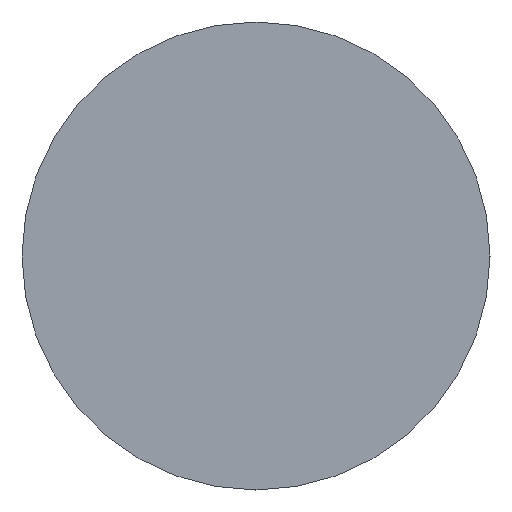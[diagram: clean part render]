
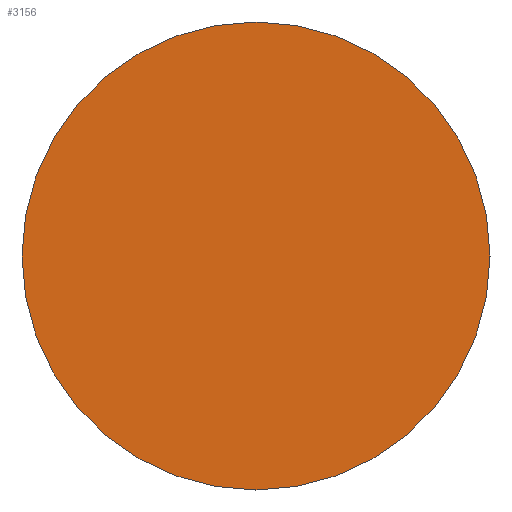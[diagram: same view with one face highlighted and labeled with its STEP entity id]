
A CAD part, left-side view. The second image highlights one B-rep face of the part: STEP entity #3156.
In plain terms, the highlighted planar face has unit normal (-1, 0, 0).
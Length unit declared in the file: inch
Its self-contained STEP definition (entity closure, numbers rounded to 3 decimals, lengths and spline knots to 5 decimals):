
#140 = CIRCLE ( 'NONE', #1436, 0.5 ) ;
#218 = DIRECTION ( 'NONE',  ( 0., 0., -1. ) ) ;
#338 = CARTESIAN_POINT ( 'NONE',  ( 0., 0., 0.5 ) ) ;
#722 = EDGE_LOOP ( 'NONE', ( #993, #3309 ) ) ;
#993 = ORIENTED_EDGE ( 'NONE', *, *, #2906, .T. ) ;
#1431 = AXIS2_PLACEMENT_3D ( 'NONE', #2771, #1726, #1507 ) ;
#1436 = AXIS2_PLACEMENT_3D ( 'NONE', #3174, #2951, #2396 ) ;
#1449 = FACE_OUTER_BOUND ( 'NONE', #722, .T. ) ;
#1507 = DIRECTION ( 'NONE',  ( 0., 0., 1. ) ) ;
#1556 = AXIS2_PLACEMENT_3D ( 'NONE', #3250, #2035, #218 ) ;
#1636 = EDGE_CURVE ( 'NONE', #1759, #1889, #2781, .T. ) ;
#1726 = DIRECTION ( 'NONE',  ( -1., 0., 0. ) ) ;
#1759 = VERTEX_POINT ( 'NONE', #2574 ) ;
#1889 = VERTEX_POINT ( 'NONE', #338 ) ;
#2035 = DIRECTION ( 'NONE',  ( 1., 0., 0. ) ) ;
#2396 = DIRECTION ( 'NONE',  ( 0., 0., 1. ) ) ;
#2485 = PLANE ( 'NONE',  #1556 ) ;
#2574 = CARTESIAN_POINT ( 'NONE',  ( 0., 0., -0.5 ) ) ;
#2771 = CARTESIAN_POINT ( 'NONE',  ( 0., 0., 0. ) ) ;
#2781 = CIRCLE ( 'NONE', #1431, 0.5 ) ;
#2906 = EDGE_CURVE ( 'NONE', #1889, #1759, #140, .T. ) ;
#2951 = DIRECTION ( 'NONE',  ( -1., 0., 0. ) ) ;
#3156 = ADVANCED_FACE ( 'NONE', ( #1449 ), #2485, .F. ) ;
#3174 = CARTESIAN_POINT ( 'NONE',  ( 0., 0., 0. ) ) ;
#3250 = CARTESIAN_POINT ( 'NONE',  ( 0., 0.5, 0. ) ) ;
#3309 = ORIENTED_EDGE ( 'NONE', *, *, #1636, .T. ) ;
